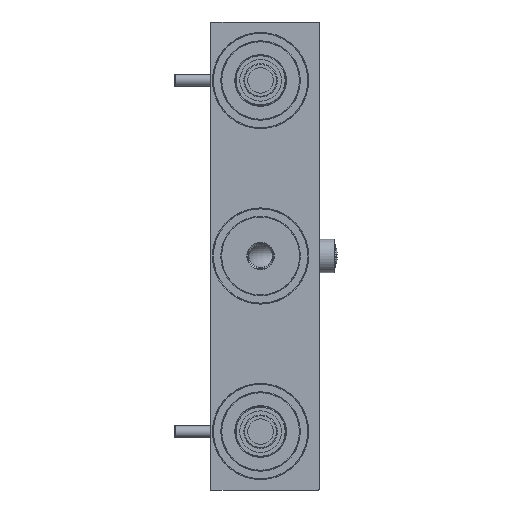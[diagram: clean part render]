
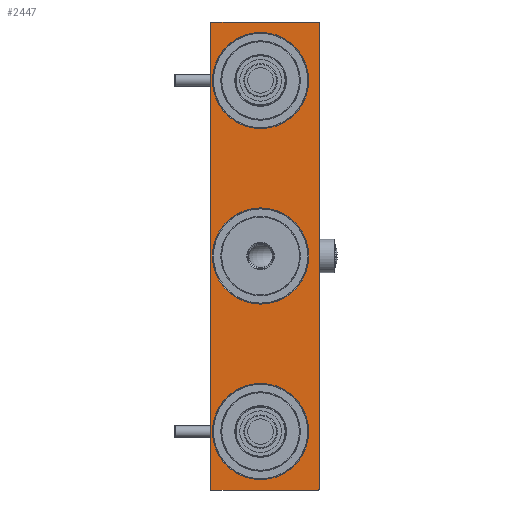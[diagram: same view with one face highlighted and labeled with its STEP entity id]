
A CAD part, front view. The second image highlights one B-rep face of the part: STEP entity #2447.
In plain terms, the highlighted planar face has unit normal (0, -1, 0).
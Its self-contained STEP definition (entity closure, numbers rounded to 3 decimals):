
#81=PLANE('',#2976);
#151=LINE('',#4214,#247);
#152=LINE('',#4216,#248);
#153=LINE('',#4218,#249);
#154=LINE('',#4220,#250);
#247=VECTOR('',#3414,1000.);
#248=VECTOR('',#3417,1000.);
#249=VECTOR('',#3420,1000.);
#250=VECTOR('',#3423,1000.);
#497=ORIENTED_EDGE('',*,*,#951,.T.);
#498=ORIENTED_EDGE('',*,*,#960,.T.);
#499=ORIENTED_EDGE('',*,*,#1019,.T.);
#500=ORIENTED_EDGE('',*,*,#1011,.F.);
#501=ORIENTED_EDGE('',*,*,#966,.T.);
#502=ORIENTED_EDGE('',*,*,#1012,.F.);
#503=ORIENTED_EDGE('',*,*,#990,.T.);
#504=ORIENTED_EDGE('',*,*,#1013,.F.);
#505=ORIENTED_EDGE('',*,*,#996,.T.);
#506=ORIENTED_EDGE('',*,*,#1010,.F.);
#507=ORIENTED_EDGE('',*,*,#978,.T.);
#951=EDGE_CURVE('',#1808,#1808,#1277,.F.);
#960=EDGE_CURVE('',#1817,#1817,#1286,.F.);
#966=EDGE_CURVE('',#1823,#1824,#1292,.T.);
#978=EDGE_CURVE('',#1832,#1833,#1298,.T.);
#990=EDGE_CURVE('',#1839,#1840,#1304,.T.);
#996=EDGE_CURVE('',#1842,#1841,#1307,.T.);
#1010=EDGE_CURVE('',#1832,#1841,#151,.T.);
#1011=EDGE_CURVE('',#1823,#1833,#152,.T.);
#1012=EDGE_CURVE('',#1839,#1824,#153,.T.);
#1013=EDGE_CURVE('',#1842,#1840,#154,.T.);
#1019=EDGE_CURVE('',#1860,#1860,#1325,.F.);
#1277=CIRCLE('',#2877,28.8);
#1286=CIRCLE('',#2891,28.8);
#1292=CIRCLE('',#2900,0.3);
#1298=CIRCLE('',#2909,0.3);
#1304=CIRCLE('',#2918,0.3);
#1307=CIRCLE('',#2922,0.3);
#1325=CIRCLE('',#2965,28.8);
#1555=EDGE_LOOP('',(#497));
#1556=EDGE_LOOP('',(#498));
#1557=EDGE_LOOP('',(#499));
#1558=EDGE_LOOP('',(#500,#501,#502,#503,#504,#505,#506,#507));
#1808=VERTEX_POINT('',#4077);
#1817=VERTEX_POINT('',#4100);
#1823=VERTEX_POINT('',#4115);
#1824=VERTEX_POINT('',#4116);
#1832=VERTEX_POINT('',#4139);
#1833=VERTEX_POINT('',#4140);
#1839=VERTEX_POINT('',#4161);
#1840=VERTEX_POINT('',#4162);
#1841=VERTEX_POINT('',#4169);
#1842=VERTEX_POINT('',#4171);
#1860=VERTEX_POINT('',#4237);
#2151=FACE_BOUND('',#1555,.T.);
#2152=FACE_BOUND('',#1556,.T.);
#2153=FACE_BOUND('',#1557,.T.);
#2154=FACE_BOUND('',#1558,.T.);
#2447=ADVANCED_FACE('',(#2151,#2152,#2153,#2154),#81,.T.);
#2877=AXIS2_PLACEMENT_3D('',#4076,#3248,#3249);
#2891=AXIS2_PLACEMENT_3D('',#4099,#3276,#3277);
#2900=AXIS2_PLACEMENT_3D('',#4114,#3294,#3295);
#2909=AXIS2_PLACEMENT_3D('',#4138,#3318,#3319);
#2918=AXIS2_PLACEMENT_3D('',#4160,#3342,#3343);
#2922=AXIS2_PLACEMENT_3D('',#4170,#3353,#3354);
#2965=AXIS2_PLACEMENT_3D('',#4236,#3444,#3445);
#2976=AXIS2_PLACEMENT_3D('',#4252,#3466,#3467);
#3248=DIRECTION('',(0.,-1.,0.));
#3249=DIRECTION('',(-1.,0.,0.));
#3276=DIRECTION('',(0.,-1.,0.));
#3277=DIRECTION('',(-1.,0.,0.));
#3294=DIRECTION('',(0.,-1.,0.));
#3295=DIRECTION('',(-1.,0.,0.));
#3318=DIRECTION('',(0.,-1.,0.));
#3319=DIRECTION('',(-1.,0.,0.));
#3342=DIRECTION('',(0.,-1.,0.));
#3343=DIRECTION('',(-1.,0.,0.));
#3353=DIRECTION('',(0.,-1.,0.));
#3354=DIRECTION('',(-1.,0.,0.));
#3414=DIRECTION('',(0.,0.,1.));
#3417=DIRECTION('',(-1.,0.,0.));
#3420=DIRECTION('',(0.,0.,-1.));
#3423=DIRECTION('',(1.,0.,0.));
#3444=DIRECTION('',(0.,-1.,0.));
#3445=DIRECTION('',(-1.,0.,0.));
#3466=DIRECTION('',(0.,-1.,0.));
#3467=DIRECTION('',(-1.,0.,0.));
#4076=CARTESIAN_POINT('',(0.,42.4,105.));
#4077=CARTESIAN_POINT('',(-28.8,42.4,105.));
#4099=CARTESIAN_POINT('',(0.,42.4,-105.));
#4100=CARTESIAN_POINT('',(-28.8,42.4,-105.));
#4114=CARTESIAN_POINT('',(34.7,42.4,-139.7));
#4115=CARTESIAN_POINT('',(34.7,42.4,-140.));
#4116=CARTESIAN_POINT('',(35.,42.4,-139.7));
#4138=CARTESIAN_POINT('',(-29.7,42.4,-139.7));
#4139=CARTESIAN_POINT('',(-30.,42.4,-139.7));
#4140=CARTESIAN_POINT('',(-29.7,42.4,-140.));
#4160=CARTESIAN_POINT('',(34.7,42.4,139.7));
#4161=CARTESIAN_POINT('',(35.,42.4,139.7));
#4162=CARTESIAN_POINT('',(34.7,42.4,140.));
#4169=CARTESIAN_POINT('',(-30.,42.4,139.7));
#4170=CARTESIAN_POINT('',(-29.7,42.4,139.7));
#4171=CARTESIAN_POINT('',(-29.7,42.4,140.));
#4214=CARTESIAN_POINT('',(-30.,42.4,-140.));
#4216=CARTESIAN_POINT('',(30.,42.4,-140.));
#4218=CARTESIAN_POINT('',(35.,42.4,140.));
#4220=CARTESIAN_POINT('',(-30.,42.4,140.));
#4236=CARTESIAN_POINT('',(0.,42.4,0.));
#4237=CARTESIAN_POINT('',(-28.8,42.4,0.));
#4252=CARTESIAN_POINT('',(0.,42.4,0.));
